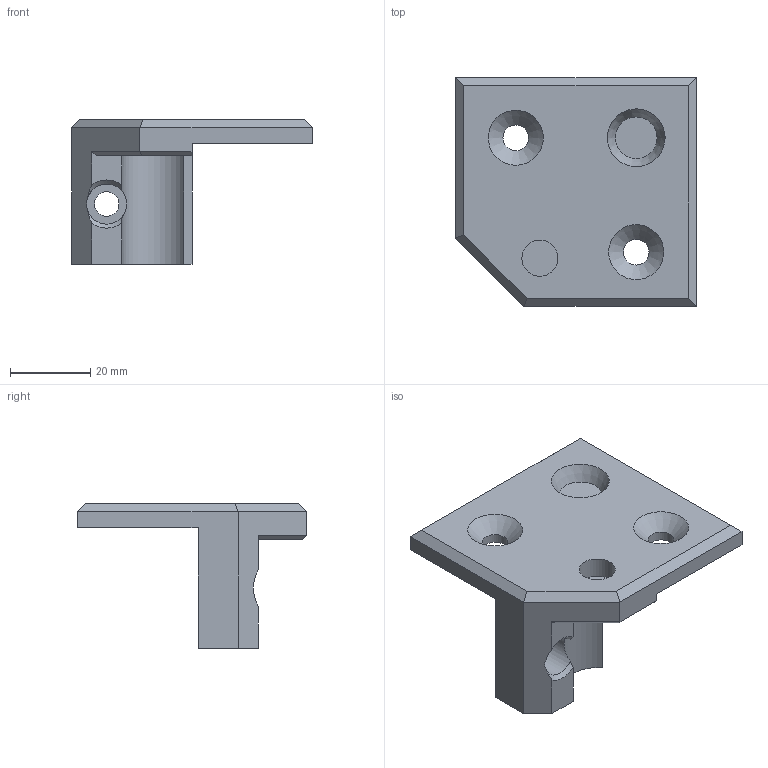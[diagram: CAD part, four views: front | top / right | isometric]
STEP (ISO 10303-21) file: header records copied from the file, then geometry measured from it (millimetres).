
FILE_DESCRIPTION(/* description */ ('STEP AP214'),/* implementation_level */ '2;1');
FILE_NAME(/* name */ '603a473e83511015a261f03c',/* time_stamp */ '2021-02-27T13:21:03+00:00',/* author */ (''),/* organization */ (''),/* preprocessor_version */ 'ST-DEVELOPER v18.1',/* originating_system */ ' ',/* authorisation */ ' ');
FILE_SCHEMA (('AUTOMOTIVE_DESIGN {1 0 10303 214 3 1 1}'));
Length unit declared in the file: metre
Products named in the file (1): xy_idler_left
Bounding box: 60 x 57 x 36 mm (x, y, z)
Volume: 27181.9 mm3; surface area: 10920.6 mm2
Topology: 1 solids, 1 shells, 44 faces, 108 edges, 70 vertices
Faces by surface type: plane 32, cylinder 7, cone 5
Full cylindrical faces by diameter (mm): 5.1 x1, 6.1 x1, 6.4 x2, 9 x1, 10 x1
Entity records: 1268 total; most frequent: CARTESIAN_POINT 230, DIRECTION 203, ORIENTED_EDGE 192, EDGE_CURVE 96, LINE 69, VECTOR 69, VERTEX_POINT 67, AXIS2_PLACEMENT_3D 67
